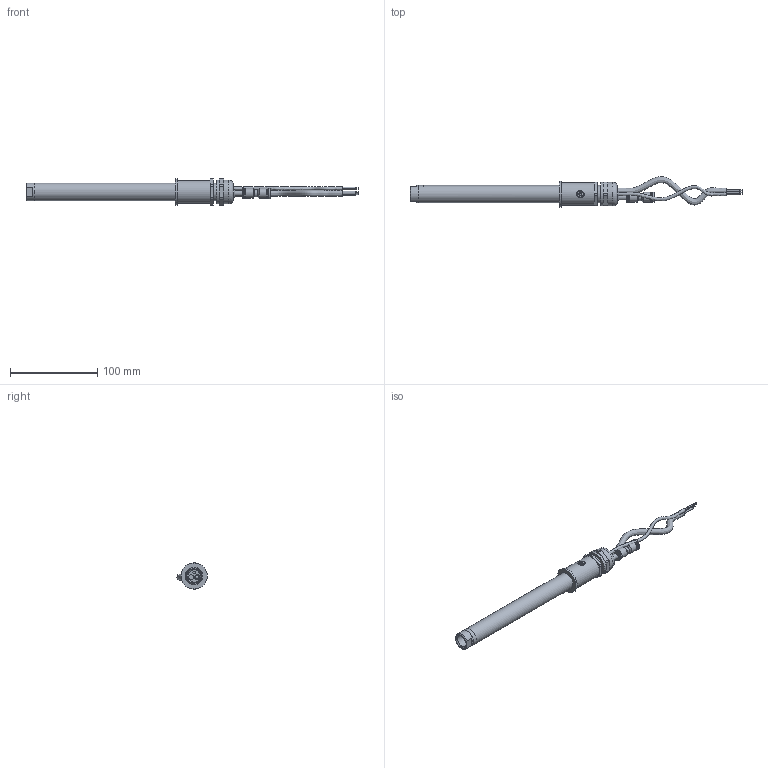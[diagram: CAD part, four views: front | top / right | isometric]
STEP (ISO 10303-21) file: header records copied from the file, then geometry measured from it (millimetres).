
FILE_DESCRIPTION( ( 'Unknown' ), '1' );
FILE_NAME( 'Lufterhitzer Typ XS20 kurz.stp', 'Unknown', ( 'Herz Austria' ), ( 'Unknown' ), 'PSStep 15.0.49', 'Unknown', ' ' );
FILE_SCHEMA( ( 'AUTOMOTIVE_DESIGN { 1 0 10303 214 1 1 1 1 }' ) );
Length unit declared in the file: millimetre
Products named in the file (12): Assem1; Gehäuse XS20; Rohradapter XS20; Gewindeaufsatz für Rohradapter XS20; Schlauchanschluss 6mm für XS20; O-Ring 21x1,5 Viton; Verschraubung M20x1,5mm Edelstahl; Gummieinsatz 2x6mm 1x3mm für Verschraubung M20x1,5 Edelstahl; Schraube M4x6 SK; TC Ausgleichsleitung XS20; Kabel 3x1,5 Ölflex für XS20; Push IN doppelnippel für 6mm Schlauch
Assembly tree (11 placements, depth 2):
  Assem1
    Gehäuse XS20
    Rohradapter XS20
    Gewindeaufsatz für Rohradapter XS20
    Schlauchanschluss 6mm für XS20
    O-Ring 21x1,5 Viton
    Verschraubung M20x1,5mm Edelstahl
    Gummieinsatz 2x6mm 1x3mm für Verschraubung M20x1,5 Edelstahl
    Schraube M4x6 SK
    TC Ausgleichsleitung XS20
    Kabel 3x1,5 Ölflex für XS20
    Push IN doppelnippel für 6mm Schlauch
Bounding box: 380.3 x 34.91 x 30 mm (x, y, z)
Volume: 38263.4 mm3; surface area: 48301.9 mm2
Topology: 11 solids, 11 shells, 168 faces, 345 edges, 220 vertices
Faces by surface type: plane 73, cylinder 65, torus 11, cone 9, extrusion 8, bspline 2
Full cylindrical faces by diameter (mm): 0.5 x2, 1 x5, 2 x3, 3 x1, 3.5 x1, 4 x3, 4.5 x1, 6 x5, 6.9 x1, 8 x4, 11.3 x2, 11.32 x2, 14 x1, 16 x2, 18.5 x1, 19 x2, 20 x4, 20.2 x2, 22 x1, 26 x1, 27 x2, 30 x1
Entity records: 7025 total; most frequent: CARTESIAN_POINT 2099, DIRECTION 788, ORIENTED_EDGE 520, AXIS2_PLACEMENT_3D 350, EDGE_LOOP 282, EDGE_CURVE 260, FACE_OUTER_BOUND 228, VERTEX_POINT 208
